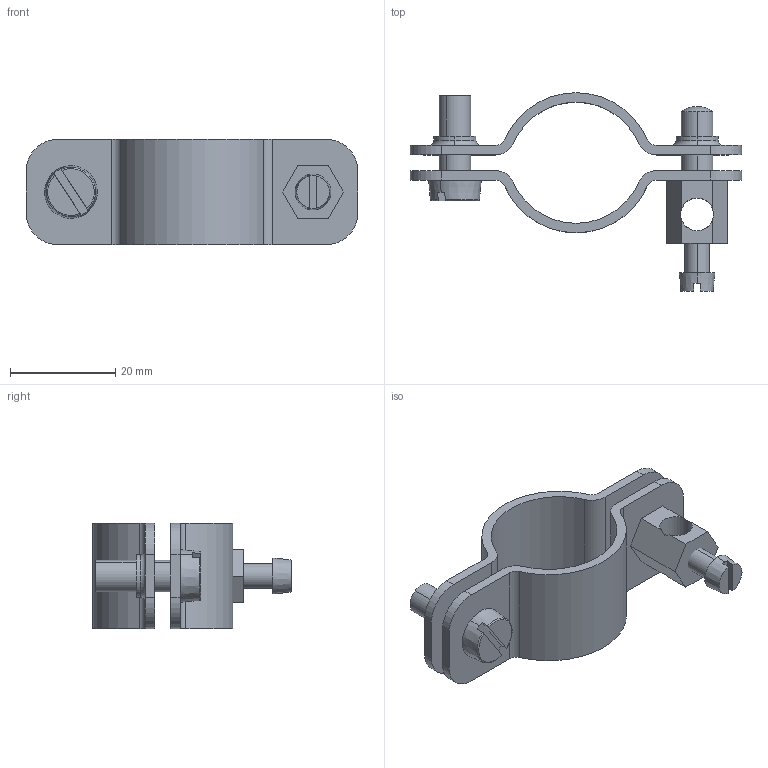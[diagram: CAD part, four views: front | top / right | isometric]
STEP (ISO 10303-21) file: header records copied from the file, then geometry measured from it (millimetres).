
FILE_DESCRIPTION (( 'STEP AP214' ), '1' );
FILE_NAME ('5038081.stp', '2022-02-09T14:25:03', ( '' ), ( '' ), 'SwSTEP 2.0', 'SolidWorks 2020', '' );
FILE_SCHEMA (( 'AUTOMOTIVE_DESIGN' ));
Length unit declared in the file: millimetre
Products named in the file (7): 0070652.step; 017342_ISO 1207 - M6 x 16 --- 16N.step; 5038081; Part1.step; 184472.step; Part2.step; 0072450.step
Assembly tree (6 placements, depth 3):
  5038081
    184472.step
      0072450.step
      0070652.step
    Part2.step
    017342_ISO 1207 - M6 x 16 --- 16N.step
    Part1.step
Bounding box: 63 x 37.7 x 20 mm (x, y, z)
Volume: 6952.8 mm3; surface area: 8039.2 mm2
Topology: 5 solids, 5 shells, 98 faces, 252 edges, 165 vertices
Faces by surface type: cylinder 42, plane 42, cone 6, torus 6, sphere 2
Entity records: 3460 total; most frequent: CARTESIAN_POINT 721, DIRECTION 556, ORIENTED_EDGE 498, EDGE_CURVE 249, AXIS2_PLACEMENT_3D 221, VERTEX_POINT 164, LINE 114, VECTOR 114
